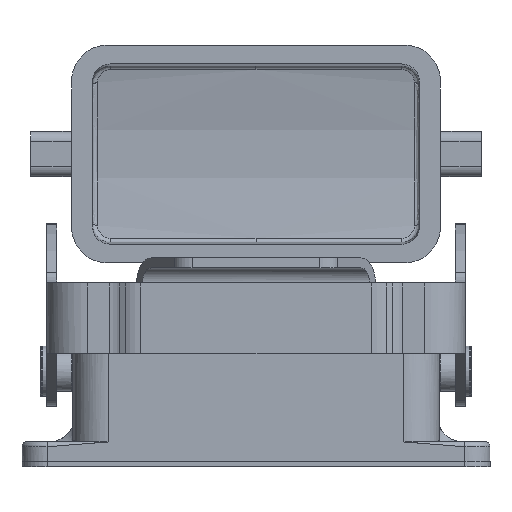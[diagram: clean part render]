
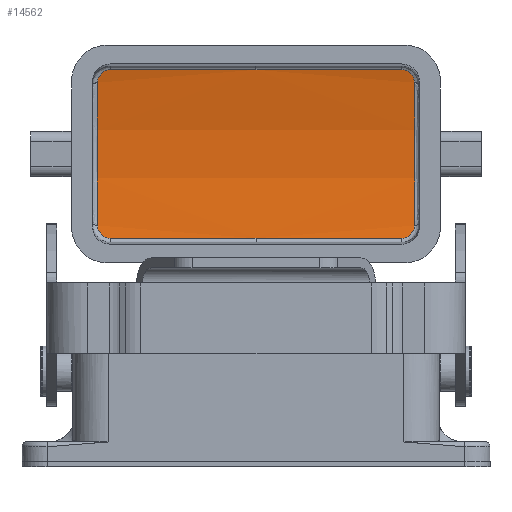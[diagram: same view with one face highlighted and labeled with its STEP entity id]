
A CAD part, front view. The second image highlights one B-rep face of the part: STEP entity #14562.
In plain terms, the highlighted cylindrical face has radius 77.95 mm (diameter 155.9 mm), a partial arc.
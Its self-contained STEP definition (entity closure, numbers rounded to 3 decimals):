
#8937=(
BOUNDED_CURVE()
B_SPLINE_CURVE(3,(#43548,#43549,#43550,#43551,#43552,#43553,#43554,#43555,
#43556),.UNSPECIFIED.,.F.,.F.)
B_SPLINE_CURVE_WITH_KNOTS((4,2,1,1,1,4),(0.,0.388,0.486,
0.603,0.744,1.),.UNSPECIFIED.)
CURVE()
GEOMETRIC_REPRESENTATION_ITEM()
RATIONAL_B_SPLINE_CURVE((1.,1.,1.,1.,1.,1.,1.,1.,1.))
REPRESENTATION_ITEM('')
);
#8939=(
BOUNDED_CURVE()
B_SPLINE_CURVE(3,(#43666,#43667,#43668,#43669,#43670,#43671,#43672,#43673,
#43674,#43675),.UNSPECIFIED.,.F.,.F.)
B_SPLINE_CURVE_WITH_KNOTS((4,2,1,1,2,4),(0.,0.132,0.362,
0.494,0.576,1.),.UNSPECIFIED.)
CURVE()
GEOMETRIC_REPRESENTATION_ITEM()
RATIONAL_B_SPLINE_CURVE((1.,1.,1.,1.,1.,1.,1.,1.,1.,1.))
REPRESENTATION_ITEM('')
);
#8940=(
BOUNDED_CURVE()
B_SPLINE_CURVE(3,(#43761,#43762,#43763,#43764,#43765,#43766,#43767,#43768,
#43769),.UNSPECIFIED.,.F.,.F.)
B_SPLINE_CURVE_WITH_KNOTS((4,1,1,1,2,4),(0.,0.256,0.397,
0.514,0.612,1.),.UNSPECIFIED.)
CURVE()
GEOMETRIC_REPRESENTATION_ITEM()
RATIONAL_B_SPLINE_CURVE((1.,1.,1.,1.,1.,1.,1.,1.,1.))
REPRESENTATION_ITEM('')
);
#8941=(
BOUNDED_CURVE()
B_SPLINE_CURVE(3,(#43904,#43905,#43906,#43907,#43908,#43909,#43910,#43911,
#43912,#43913),.UNSPECIFIED.,.F.,.F.)
B_SPLINE_CURVE_WITH_KNOTS((4,2,1,1,2,4),(0.,0.424,0.506,
0.638,0.868,1.),.UNSPECIFIED.)
CURVE()
GEOMETRIC_REPRESENTATION_ITEM()
RATIONAL_B_SPLINE_CURVE((1.,1.,1.,1.,1.,1.,1.,1.,1.,1.))
REPRESENTATION_ITEM('')
);
#9120=B_SPLINE_CURVE_WITH_KNOTS('',3,(#44001,#44002,#44003,#44004),
 .UNSPECIFIED.,.F.,.F.,(4,4),(0.,1.),.UNSPECIFIED.);
#9121=B_SPLINE_CURVE_WITH_KNOTS('',3,(#44023,#44024,#44025,#44026),
 .UNSPECIFIED.,.F.,.F.,(4,4),(0.,1.),.UNSPECIFIED.);
#9123=B_SPLINE_CURVE_WITH_KNOTS('',3,(#44049,#44050,#44051,#44052),
 .UNSPECIFIED.,.F.,.F.,(4,4),(0.,1.),.UNSPECIFIED.);
#9124=B_SPLINE_CURVE_WITH_KNOTS('',3,(#44054,#44055,#44056,#44057),
 .UNSPECIFIED.,.F.,.F.,(4,4),(0.,1.),.UNSPECIFIED.);
#9415=CYLINDRICAL_SURFACE('',#32313,77.95);
#14562=ADVANCED_FACE('',(#16376),#9415,.F.);
#16376=FACE_OUTER_BOUND('',#17627,.T.);
#17627=EDGE_LOOP('',(#20574,#20575,#20576,#20577,#20578,#20579,#20580,#20581,
#20582,#20583));
#20574=ORIENTED_EDGE('',*,*,#28688,.F.);
#20575=ORIENTED_EDGE('',*,*,#28685,.F.);
#20576=ORIENTED_EDGE('',*,*,#28680,.F.);
#20577=ORIENTED_EDGE('',*,*,#28677,.F.);
#20578=ORIENTED_EDGE('',*,*,#28691,.F.);
#20579=ORIENTED_EDGE('',*,*,#28692,.F.);
#20580=ORIENTED_EDGE('',*,*,#28670,.F.);
#20581=ORIENTED_EDGE('',*,*,#28673,.F.);
#20582=ORIENTED_EDGE('',*,*,#28674,.F.);
#20583=ORIENTED_EDGE('',*,*,#28689,.F.);
#26147=VERTEX_POINT('',#43547);
#26148=VERTEX_POINT('',#43557);
#26149=VERTEX_POINT('',#43639);
#26150=VERTEX_POINT('',#43676);
#26151=VERTEX_POINT('',#43759);
#26153=VERTEX_POINT('',#43770);
#26155=VERTEX_POINT('',#43859);
#26158=VERTEX_POINT('',#43895);
#26159=VERTEX_POINT('',#43995);
#26161=VERTEX_POINT('',#44053);
#28670=EDGE_CURVE('',#26147,#26148,#8937,.T.);
#28673=EDGE_CURVE('',#26149,#26147,#31237,.T.);
#28674=EDGE_CURVE('',#26150,#26149,#8939,.T.);
#28677=EDGE_CURVE('',#26151,#26153,#8940,.T.);
#28680=EDGE_CURVE('',#26153,#26155,#31240,.T.);
#28685=EDGE_CURVE('',#26155,#26158,#8941,.T.);
#28688=EDGE_CURVE('',#26158,#26159,#9120,.T.);
#28689=EDGE_CURVE('',#26159,#26150,#9121,.T.);
#28691=EDGE_CURVE('',#26161,#26151,#9123,.T.);
#28692=EDGE_CURVE('',#26148,#26161,#9124,.T.);
#31237=CIRCLE('',#32306,77.95);
#31240=CIRCLE('',#32309,77.95);
#32306=AXIS2_PLACEMENT_3D('',#43640,#35326,#35327);
#32309=AXIS2_PLACEMENT_3D('',#43858,#35332,#35333);
#32313=AXIS2_PLACEMENT_3D('',#44058,#35340,#35341);
#35326=DIRECTION('',(-1.,0.,0.));
#35327=DIRECTION('',(0.,0.983,0.182));
#35332=DIRECTION('',(1.,0.,0.));
#35333=DIRECTION('',(0.,0.983,-0.182));
#35340=DIRECTION('',(-1.,0.,0.));
#35341=DIRECTION('',(0.,0.974,0.227));
#43547=CARTESIAN_POINT('',(31.5,44.948,46.97));
#43548=CARTESIAN_POINT('',(31.5,44.948,46.97));
#43549=CARTESIAN_POINT('',(31.5,44.855,46.472));
#43550=CARTESIAN_POINT('',(31.313,44.759,45.984));
#43551=CARTESIAN_POINT('',(30.947,44.654,45.469));
#43552=CARTESIAN_POINT('',(30.772,44.61,45.254));
#43553=CARTESIAN_POINT('',(30.428,44.543,44.934));
#43554=CARTESIAN_POINT('',(29.852,44.462,44.561));
#43555=CARTESIAN_POINT('',(29.339,44.431,44.418));
#43556=CARTESIAN_POINT('',(29.,44.431,44.418));
#43557=CARTESIAN_POINT('',(29.,44.431,44.418));
#43639=CARTESIAN_POINT('',(31.5,44.948,75.35));
#43640=CARTESIAN_POINT('',(31.5,-31.7,61.16));
#43666=CARTESIAN_POINT('',(29.,44.431,77.902));
#43667=CARTESIAN_POINT('',(29.173,44.431,77.902));
#43668=CARTESIAN_POINT('',(29.343,44.436,77.878));
#43669=CARTESIAN_POINT('',(29.8,44.462,77.758));
#43670=CARTESIAN_POINT('',(30.234,44.509,77.543));
#43671=CARTESIAN_POINT('',(30.678,44.59,77.162));
#43672=CARTESIAN_POINT('',(30.861,44.633,76.955));
#43673=CARTESIAN_POINT('',(31.272,44.739,76.437));
#43674=CARTESIAN_POINT('',(31.5,44.846,75.9));
#43675=CARTESIAN_POINT('',(31.5,44.948,75.35));
#43676=CARTESIAN_POINT('',(29.,44.431,77.902));
#43759=CARTESIAN_POINT('',(-29.,44.431,44.418));
#43761=CARTESIAN_POINT('',(-29.,44.431,44.418));
#43762=CARTESIAN_POINT('',(-29.339,44.431,44.418));
#43763=CARTESIAN_POINT('',(-29.852,44.463,44.561));
#43764=CARTESIAN_POINT('',(-30.428,44.543,44.934));
#43765=CARTESIAN_POINT('',(-30.772,44.61,45.254));
#43766=CARTESIAN_POINT('',(-30.947,44.654,45.469));
#43767=CARTESIAN_POINT('',(-31.313,44.759,45.984));
#43768=CARTESIAN_POINT('',(-31.5,44.855,46.472));
#43769=CARTESIAN_POINT('',(-31.5,44.948,46.97));
#43770=CARTESIAN_POINT('',(-31.5,44.948,46.97));
#43858=CARTESIAN_POINT('',(-31.5,-31.7,61.16));
#43859=CARTESIAN_POINT('',(-31.5,44.948,75.35));
#43895=CARTESIAN_POINT('',(-29.,44.431,77.902));
#43904=CARTESIAN_POINT('',(-31.5,44.948,75.35));
#43905=CARTESIAN_POINT('',(-31.5,44.846,75.9));
#43906=CARTESIAN_POINT('',(-31.272,44.739,76.437));
#43907=CARTESIAN_POINT('',(-30.861,44.633,76.955));
#43908=CARTESIAN_POINT('',(-30.678,44.59,77.162));
#43909=CARTESIAN_POINT('',(-30.234,44.509,77.543));
#43910=CARTESIAN_POINT('',(-29.8,44.462,77.758));
#43911=CARTESIAN_POINT('',(-29.343,44.436,77.878));
#43912=CARTESIAN_POINT('',(-29.173,44.431,77.902));
#43913=CARTESIAN_POINT('',(-29.,44.431,77.902));
#43995=CARTESIAN_POINT('',(0.,44.431,77.902));
#44001=CARTESIAN_POINT('',(-29.,44.431,77.902));
#44002=CARTESIAN_POINT('',(-19.333,44.431,77.902));
#44003=CARTESIAN_POINT('',(-9.667,44.431,77.902));
#44004=CARTESIAN_POINT('',(0.,44.431,77.902));
#44023=CARTESIAN_POINT('',(0.,44.431,77.902));
#44024=CARTESIAN_POINT('',(9.667,44.431,77.902));
#44025=CARTESIAN_POINT('',(19.333,44.431,77.902));
#44026=CARTESIAN_POINT('',(29.,44.431,77.902));
#44049=CARTESIAN_POINT('',(0.,44.431,44.418));
#44050=CARTESIAN_POINT('',(-9.667,44.431,44.418));
#44051=CARTESIAN_POINT('',(-19.333,44.431,44.418));
#44052=CARTESIAN_POINT('',(-29.,44.431,44.418));
#44053=CARTESIAN_POINT('',(0.,44.431,44.418));
#44054=CARTESIAN_POINT('',(29.,44.431,44.418));
#44055=CARTESIAN_POINT('',(19.333,44.431,44.418));
#44056=CARTESIAN_POINT('',(9.667,44.431,44.418));
#44057=CARTESIAN_POINT('',(0.,44.431,44.418));
#44058=CARTESIAN_POINT('',(32.6,-31.7,61.16));
